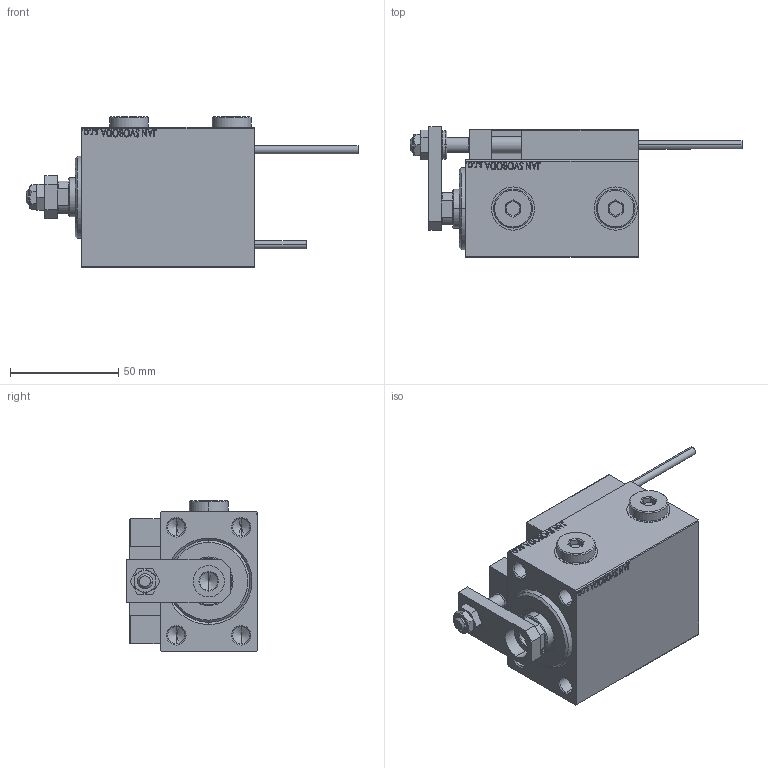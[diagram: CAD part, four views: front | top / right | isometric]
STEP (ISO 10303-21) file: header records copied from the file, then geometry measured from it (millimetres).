
FILE_DESCRIPTION (( 'STEP AP203' ), '1' );
FILE_NAME ('2170.STEP', '2024-02-11T11:43:33', ( '' ), ( '' ), 'SwSTEP 2.0', 'SolidWorks 2019', '' );
FILE_SCHEMA (( 'CONFIG_CONTROL_DESIGN' ));
Length unit declared in the file: millimetre
Products named in the file (17): NUT_D10 ccd25dacdde9723605cd72ba65ec78e6; V450CM_B_VCP ccd25dacdde9723605cd72ba65ec78e6; KONCOVKA ccd25dacdde9723605cd72ba65ec78e6; Zatka_OIL_PORT ccd25dacdde9723605cd72ba65ec78e6; Block ccd25dacdde9723605cd72ba65ec78e6; ALLEN BOLT D5 ccd25dacdde9723605cd72ba65ec78e6; ZARAZKA ccd25dacdde9723605cd72ba65ec78e6; 2170; SWITCH DIM B,W ccd25dacdde9723605cd72ba65ec78e6; V450CM_VC_B ccd25dacdde9723605cd72ba65ec78e6; NUT_D12 ccd25dacdde9723605cd72ba65ec78e6; V450CM_B_Body ccd25dacdde9723605cd72ba65ec78e6; SWITCH_X_FRONT_BACK ccd25dacdde9723605cd72ba65ec78e6; MAGNET ccd25dacdde9723605cd72ba65ec78e6; SWITCH X ccd25dacdde9723605cd72ba65ec78e6; ALLEN BOLT D8 ccd25dacdde9723605cd72ba65ec78e6; TYC_L79 ccd25dacdde9723605cd72ba65ec78e6
Assembly tree (27 placements, depth 3):
  2170
    V450CM_B_Body ccd25dacdde9723605cd72ba65ec78e6
    V450CM_B_VCP ccd25dacdde9723605cd72ba65ec78e6
    SWITCH X ccd25dacdde9723605cd72ba65ec78e6
      SWITCH_X_FRONT_BACK ccd25dacdde9723605cd72ba65ec78e6  x2
      TYC_L79 ccd25dacdde9723605cd72ba65ec78e6
      Block ccd25dacdde9723605cd72ba65ec78e6  x2
      ALLEN BOLT D5 ccd25dacdde9723605cd72ba65ec78e6  x4
      ALLEN BOLT D8 ccd25dacdde9723605cd72ba65ec78e6  x4
      MAGNET ccd25dacdde9723605cd72ba65ec78e6  x2
      KONCOVKA ccd25dacdde9723605cd72ba65ec78e6  x2
    NUT_D10 ccd25dacdde9723605cd72ba65ec78e6
    NUT_D12 ccd25dacdde9723605cd72ba65ec78e6
    SWITCH DIM B,W ccd25dacdde9723605cd72ba65ec78e6
    ZARAZKA ccd25dacdde9723605cd72ba65ec78e6
    V450CM_VC_B ccd25dacdde9723605cd72ba65ec78e6
    Zatka_OIL_PORT ccd25dacdde9723605cd72ba65ec78e6  x2
Bounding box: 153.7 x 60.5 x 69.9 mm (x, y, z)
Volume: 264882.3 mm3; surface area: 71010.6 mm2
Topology: 26 solids, 26 shells, 1372 faces, 3272 edges, 2070 vertices
Faces by surface type: plane 595, bspline 380, cylinder 200, cone 149, torus 44, sphere 4
Entity records: 52528 total; most frequent: CARTESIAN_POINT 26527, ORIENTED_EDGE 5452, DIRECTION 3779, EDGE_CURVE 2726, VERTEX_POINT 1770, VECTOR 1575, LINE 1575, EDGE_LOOP 1266
